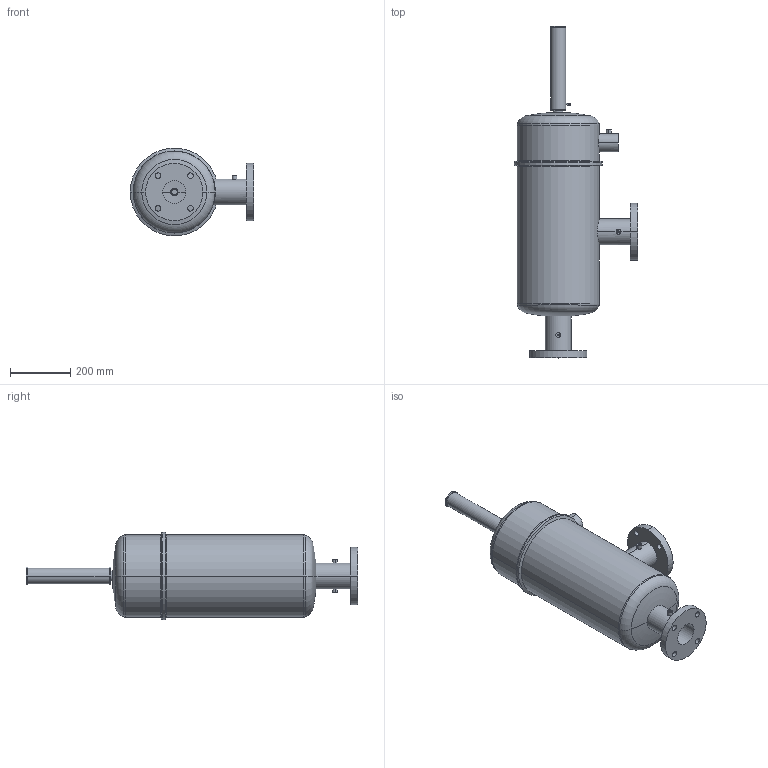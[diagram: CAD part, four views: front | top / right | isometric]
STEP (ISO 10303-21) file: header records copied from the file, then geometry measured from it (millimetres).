
FILE_DESCRIPTION (( 'STEP AP203' ), '1' );
FILE_NAME ('C3-90.STEP', '2020-07-16T09:14:56', ( '' ), ( '' ), 'SwSTEP 2.0', 'SolidWorks 2018', '' );
FILE_SCHEMA (( 'CONFIG_CONTROL_DESIGN' ));
Length unit declared in the file: inch
Products named in the file (1): C3-90
Bounding box: 409.86 x 1103.05 x 292.1 mm (x, y, z)
Volume: 5118247.5 mm3; surface area: 1642177.5 mm2
Topology: 5 solids, 5 shells, 142 faces, 340 edges, 210 vertices
Faces by surface type: cylinder 78, plane 32, torus 24, cone 8
Entity records: 5447 total; most frequent: CARTESIAN_POINT 1939, DIRECTION 756, ORIENTED_EDGE 680, EDGE_CURVE 340, AXIS2_PLACEMENT_3D 313, VERTEX_POINT 210, EDGE_LOOP 182, CIRCLE 170
